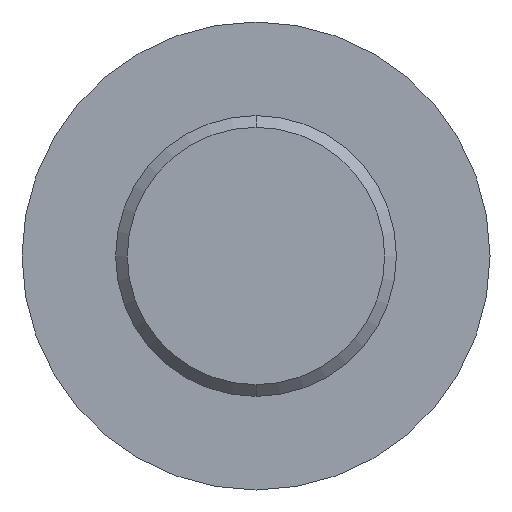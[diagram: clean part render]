
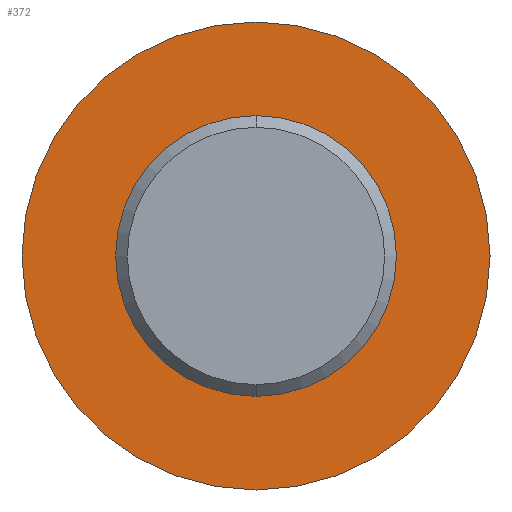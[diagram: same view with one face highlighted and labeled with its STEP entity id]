
A CAD part, front view. The second image highlights one B-rep face of the part: STEP entity #372.
In plain terms, the highlighted planar face has unit normal (0, -1, 0).
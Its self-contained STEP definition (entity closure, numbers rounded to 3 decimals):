
#10 = DIRECTION ( 'NONE',  ( 0., 0., 1. ) ) ;
#13 = DIRECTION ( 'NONE',  ( 0., 0., 1. ) ) ;
#14 = DIRECTION ( 'NONE',  ( 0., -1., 0. ) ) ;
#15 = CARTESIAN_POINT ( 'NONE',  ( 0., 0., 0. ) ) ;
#21 = DIRECTION ( 'NONE',  ( 0., 1., 0. ) ) ;
#23 = DIRECTION ( 'NONE',  ( 0., -1., 0. ) ) ;
#29 = CARTESIAN_POINT ( 'NONE',  ( 0., 0., 0. ) ) ;
#30 = DIRECTION ( 'NONE',  ( 0., 0., 1. ) ) ;
#31 = DIRECTION ( 'NONE',  ( 0., 1., 0. ) ) ;
#34 = CARTESIAN_POINT ( 'NONE',  ( 0., 0., 0. ) ) ;
#41 = DIRECTION ( 'NONE',  ( 0., 0., 1. ) ) ;
#52 = CARTESIAN_POINT ( 'NONE',  ( 0., 0., 0. ) ) ;
#76 = DIRECTION ( 'NONE',  ( 0., 0., 1. ) ) ;
#77 = DIRECTION ( 'NONE',  ( 0., 1., 0. ) ) ;
#82 = PLANE ( 'NONE',  #489 ) ;
#86 = CARTESIAN_POINT ( 'NONE',  ( 0., 0., 0. ) ) ;
#126 = CARTESIAN_POINT ( 'NONE',  ( 0., 0., 5. ) ) ;
#128 = CARTESIAN_POINT ( 'NONE',  ( 0., 0., -5. ) ) ;
#132 = CARTESIAN_POINT ( 'NONE',  ( 0., 0., -3. ) ) ;
#142 = CARTESIAN_POINT ( 'NONE',  ( 0., 0., 3. ) ) ;
#164 = ORIENTED_EDGE ( 'NONE', *, *, #452, .F. ) ;
#198 = CIRCLE ( 'NONE', #502, 3. ) ;
#211 = VERTEX_POINT ( 'NONE', #142 ) ;
#253 = ORIENTED_EDGE ( 'NONE', *, *, #455, .F. ) ;
#261 = CIRCLE ( 'NONE', #495, 3. ) ;
#269 = EDGE_LOOP ( 'NONE', ( #273, #253 ) ) ;
#270 = VERTEX_POINT ( 'NONE', #132 ) ;
#273 = ORIENTED_EDGE ( 'NONE', *, *, #453, .F. ) ;
#280 = FACE_BOUND ( 'NONE', #347, .T. ) ;
#292 = ORIENTED_EDGE ( 'NONE', *, *, #462, .F. ) ;
#300 = CIRCLE ( 'NONE', #496, 5. ) ;
#310 = VERTEX_POINT ( 'NONE', #128 ) ;
#319 = FACE_OUTER_BOUND ( 'NONE', #269, .T. ) ;
#329 = VERTEX_POINT ( 'NONE', #126 ) ;
#340 = CIRCLE ( 'NONE', #497, 5. ) ;
#347 = EDGE_LOOP ( 'NONE', ( #164, #292 ) ) ;
#372 = ADVANCED_FACE ( 'NONE', ( #319, #280 ), #82, .F. ) ;
#452 = EDGE_CURVE ( 'NONE', #211, #270, #261, .T. ) ;
#453 = EDGE_CURVE ( 'NONE', #310, #329, #300, .T. ) ;
#455 = EDGE_CURVE ( 'NONE', #329, #310, #340, .T. ) ;
#462 = EDGE_CURVE ( 'NONE', #270, #211, #198, .T. ) ;
#489 = AXIS2_PLACEMENT_3D ( 'NONE', #86, #77, #76 ) ;
#495 = AXIS2_PLACEMENT_3D ( 'NONE', #52, #23, #41 ) ;
#496 = AXIS2_PLACEMENT_3D ( 'NONE', #34, #31, #30 ) ;
#497 = AXIS2_PLACEMENT_3D ( 'NONE', #29, #21, #10 ) ;
#502 = AXIS2_PLACEMENT_3D ( 'NONE', #15, #14, #13 ) ;
